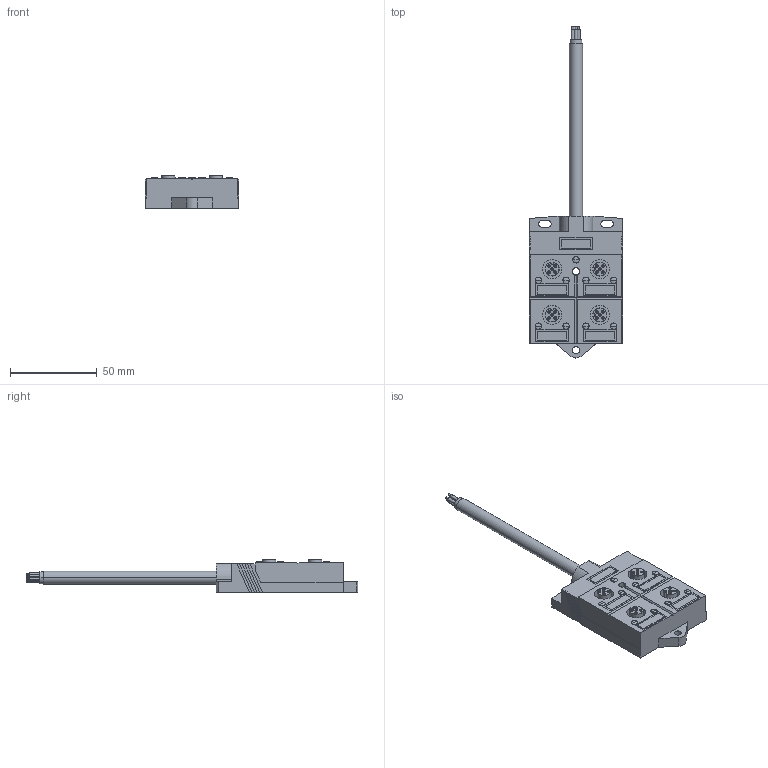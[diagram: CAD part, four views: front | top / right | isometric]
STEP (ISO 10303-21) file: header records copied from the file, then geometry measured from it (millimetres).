
FILE_DESCRIPTION(('Creo Elements/Direct Modeling STEP Export'),'2;1');
FILE_NAME('model.stp','2020-05-13T 9:26:26',(''),(''),'Creo Elements/Direct Modeling STEP processor for AP214 (Solid Model)','Creo Elements/Direct Modeling 20.1A 29-Sep-2018 (C) Parametric Technology GmbH','');
FILE_SCHEMA(('AUTOMOTIVE_DESIGN { 1 0 10303 214 1 1 1 1 }'));
Length unit declared in the file: millimetre
Products named in the file (2): PSR_SACB_4_4_L_5.0PUR_SD-select
Assembly tree (1 placements, depth 2):
  PSR_SACB_4_4_L_5.0PUR_SD-select
    PSR_SACB_4_4_L_5.0PUR_SD-select
Bounding box: 54 x 191.8 x 19 mm (x, y, z)
Volume: 67590.7 mm3; surface area: 18057.3 mm2
Topology: 1 solids, 1 shells, 354 faces, 836 edges, 531 vertices
Faces by surface type: plane 171, cylinder 121, cone 44, sphere 18
Entity records: 11551 total; most frequent: CARTESIAN_POINT 1975, ORIENTED_EDGE 1636, DIRECTION 1450, EDGE_CURVE 818, VERTEX_POINT 531, AXIS2_PLACEMENT_3D 490, VECTOR 470, LINE 470
